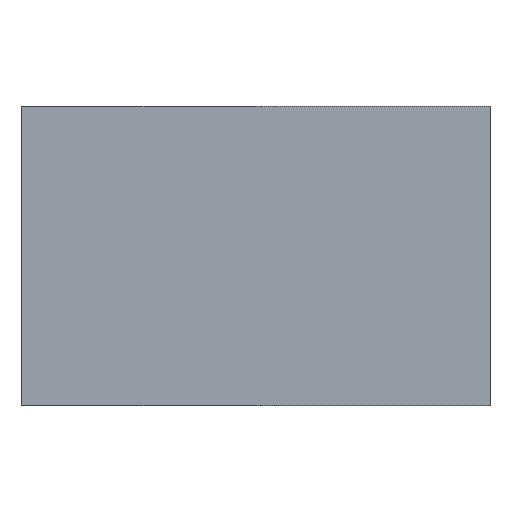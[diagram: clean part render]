
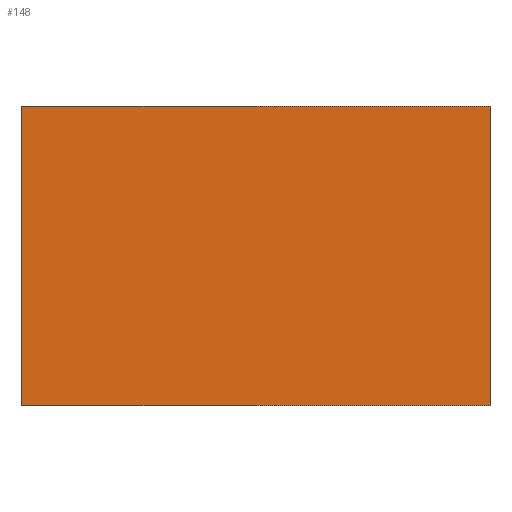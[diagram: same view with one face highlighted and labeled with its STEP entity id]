
A CAD part, top view. The second image highlights one B-rep face of the part: STEP entity #148.
In plain terms, the highlighted planar face has unit normal (0, 0, 1).
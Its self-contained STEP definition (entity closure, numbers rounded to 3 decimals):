
#148 = ADVANCED_FACE ( 'NONE', ( #1158 ), #1001, .T. ) ;
#162 = DIRECTION ( 'NONE',  ( 1., 0., 0. ) ) ;
#212 = CARTESIAN_POINT ( 'NONE',  ( -90., -57.5, 300. ) ) ;
#296 = DIRECTION ( 'NONE',  ( 1., 0., 0. ) ) ;
#488 = ORIENTED_EDGE ( 'NONE', *, *, #1377, .F. ) ;
#514 = DIRECTION ( 'NONE',  ( 0., 0., 1. ) ) ;
#519 = DIRECTION ( 'NONE',  ( 0., -1., 0. ) ) ;
#521 = CARTESIAN_POINT ( 'NONE',  ( 0., 0., 300. ) ) ;
#746 = CARTESIAN_POINT ( 'NONE',  ( 90., 0., 300. ) ) ;
#794 = AXIS2_PLACEMENT_3D ( 'NONE', #521, #514, #162 ) ;
#954 = EDGE_CURVE ( 'NONE', #1963, #2130, #1591, .T. ) ;
#965 = LINE ( 'NONE', #1363, #1260 ) ;
#1001 = PLANE ( 'NONE',  #794 ) ;
#1158 = FACE_OUTER_BOUND ( 'NONE', #2008, .T. ) ;
#1190 = ORIENTED_EDGE ( 'NONE', *, *, #954, .T. ) ;
#1200 = VECTOR ( 'NONE', #1251, 1000. ) ;
#1251 = DIRECTION ( 'NONE',  ( 0., -1., 0. ) ) ;
#1260 = VECTOR ( 'NONE', #1522, 1000. ) ;
#1278 = CARTESIAN_POINT ( 'NONE',  ( 90., -57.5, 300. ) ) ;
#1309 = CARTESIAN_POINT ( 'NONE',  ( 0., 57.5, 300. ) ) ;
#1319 = ORIENTED_EDGE ( 'NONE', *, *, #1612, .T. ) ;
#1360 = ORIENTED_EDGE ( 'NONE', *, *, #1766, .F. ) ;
#1363 = CARTESIAN_POINT ( 'NONE',  ( 0., -57.5, 300. ) ) ;
#1373 = VECTOR ( 'NONE', #519, 1000. ) ;
#1377 = EDGE_CURVE ( 'NONE', #1963, #1607, #2015, .T. ) ;
#1422 = VERTEX_POINT ( 'NONE', #1278 ) ;
#1522 = DIRECTION ( 'NONE',  ( 1., 0., 0. ) ) ;
#1564 = CARTESIAN_POINT ( 'NONE',  ( 90., 57.5, 300. ) ) ;
#1591 = LINE ( 'NONE', #1666, #1373 ) ;
#1607 = VERTEX_POINT ( 'NONE', #1564 ) ;
#1612 = EDGE_CURVE ( 'NONE', #2130, #1422, #965, .T. ) ;
#1666 = CARTESIAN_POINT ( 'NONE',  ( -90., 0., 300. ) ) ;
#1691 = LINE ( 'NONE', #746, #1200 ) ;
#1766 = EDGE_CURVE ( 'NONE', #1607, #1422, #1691, .T. ) ;
#1768 = VECTOR ( 'NONE', #296, 1000. ) ;
#1963 = VERTEX_POINT ( 'NONE', #2180 ) ;
#2008 = EDGE_LOOP ( 'NONE', ( #1360, #488, #1190, #1319 ) ) ;
#2015 = LINE ( 'NONE', #1309, #1768 ) ;
#2130 = VERTEX_POINT ( 'NONE', #212 ) ;
#2180 = CARTESIAN_POINT ( 'NONE',  ( -90., 57.5, 300. ) ) ;
